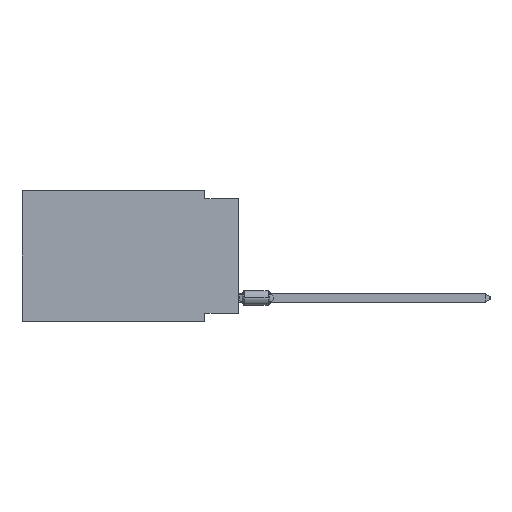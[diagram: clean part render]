
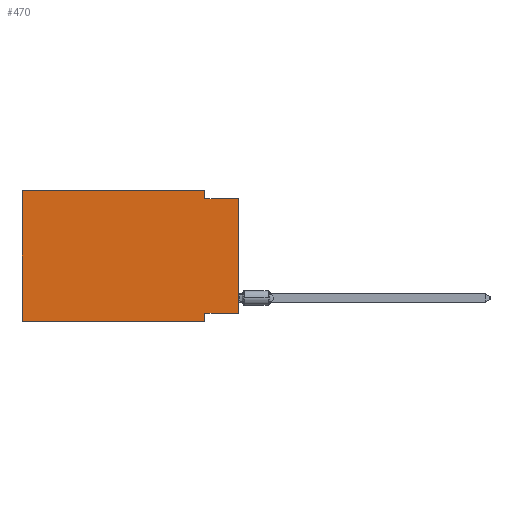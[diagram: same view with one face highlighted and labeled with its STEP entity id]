
A CAD part, left-side view. The second image highlights one B-rep face of the part: STEP entity #470.
In plain terms, the highlighted planar face has unit normal (-1, 0, 0).
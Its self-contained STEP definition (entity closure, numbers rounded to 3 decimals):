
#470 = ADVANCED_FACE ( 'NONE', ( #1095 ), #20466, .F. ) ;
#1095 = FACE_OUTER_BOUND ( 'NONE', #51932, .T. ) ;
#2429 = VECTOR ( 'NONE', #20871, 1000. ) ;
#2663 = ORIENTED_EDGE ( 'NONE', *, *, #22900, .F. ) ;
#3127 = EDGE_CURVE ( 'NONE', #42097, #60102, #55595, .T. ) ;
#3530 = CARTESIAN_POINT ( 'NONE',  ( 0., 2.54, 0. ) ) ;
#3783 = EDGE_CURVE ( 'NONE', #19707, #35594, #44605, .T. ) ;
#4266 = ORIENTED_EDGE ( 'NONE', *, *, #29460, .F. ) ;
#5773 = LINE ( 'NONE', #34915, #12556 ) ;
#6015 = AXIS2_PLACEMENT_3D ( 'NONE', #60132, #21093, #26306 ) ;
#6076 = CARTESIAN_POINT ( 'NONE',  ( 0., 2.54, -9.906 ) ) ;
#12422 = VERTEX_POINT ( 'NONE', #3530 ) ;
#12556 = VECTOR ( 'NONE', #25729, 1000. ) ;
#13699 = VERTEX_POINT ( 'NONE', #21310 ) ;
#15463 = DIRECTION ( 'NONE',  ( 0., -1., 0. ) ) ;
#17590 = DIRECTION ( 'NONE',  ( 0., 0., -1. ) ) ;
#19707 = VERTEX_POINT ( 'NONE', #50823 ) ;
#19862 = CARTESIAN_POINT ( 'NONE',  ( 0., 0., -0.635 ) ) ;
#20393 = LINE ( 'NONE', #46578, #50235 ) ;
#20466 = PLANE ( 'NONE',  #6015 ) ;
#20871 = DIRECTION ( 'NONE',  ( 0., -1., 0. ) ) ;
#21093 = DIRECTION ( 'NONE',  ( 1., 0., 0. ) ) ;
#21310 = CARTESIAN_POINT ( 'NONE',  ( 0., 0., -9.271 ) ) ;
#21454 = CARTESIAN_POINT ( 'NONE',  ( 0., 0., 0. ) ) ;
#21710 = VECTOR ( 'NONE', #56546, 1000. ) ;
#22852 = DIRECTION ( 'NONE',  ( 0., 1., 0. ) ) ;
#22900 = EDGE_CURVE ( 'NONE', #39094, #48708, #20393, .T. ) ;
#23286 = CARTESIAN_POINT ( 'NONE',  ( 0., 2.54, -9.271 ) ) ;
#23816 = LINE ( 'NONE', #28400, #24337 ) ;
#24024 = CARTESIAN_POINT ( 'NONE',  ( 0., 2.54, -0.635 ) ) ;
#24149 = EDGE_CURVE ( 'NONE', #35594, #12422, #30031, .T. ) ;
#24337 = VECTOR ( 'NONE', #22852, 1000. ) ;
#24609 = DIRECTION ( 'NONE',  ( 0., 0., 1. ) ) ;
#25729 = DIRECTION ( 'NONE',  ( 0., -1., 0. ) ) ;
#26306 = DIRECTION ( 'NONE',  ( 0., 0., -1. ) ) ;
#28400 = CARTESIAN_POINT ( 'NONE',  ( 0., 0., -9.271 ) ) ;
#29460 = EDGE_CURVE ( 'NONE', #13699, #42097, #23816, .T. ) ;
#30031 = LINE ( 'NONE', #60232, #2429 ) ;
#34324 = VECTOR ( 'NONE', #24609, 1000. ) ;
#34915 = CARTESIAN_POINT ( 'NONE',  ( 0., 16.383, -9.906 ) ) ;
#35594 = VERTEX_POINT ( 'NONE', #38950 ) ;
#37473 = DIRECTION ( 'NONE',  ( 0., 0., 1. ) ) ;
#37678 = EDGE_CURVE ( 'NONE', #19707, #60102, #5773, .T. ) ;
#38697 = CARTESIAN_POINT ( 'NONE',  ( 0., 16.383, 0. ) ) ;
#38950 = CARTESIAN_POINT ( 'NONE',  ( 0., 16.383, 0. ) ) ;
#39057 = ORIENTED_EDGE ( 'NONE', *, *, #37678, .T. ) ;
#39094 = VERTEX_POINT ( 'NONE', #24024 ) ;
#39250 = VECTOR ( 'NONE', #37473, 1000. ) ;
#39847 = EDGE_CURVE ( 'NONE', #12422, #39094, #47750, .T. ) ;
#42097 = VERTEX_POINT ( 'NONE', #23286 ) ;
#42714 = EDGE_CURVE ( 'NONE', #13699, #48708, #52256, .T. ) ;
#44605 = LINE ( 'NONE', #38697, #34324 ) ;
#44862 = CARTESIAN_POINT ( 'NONE',  ( 0., 2.54, -9.906 ) ) ;
#45535 = ORIENTED_EDGE ( 'NONE', *, *, #3783, .F. ) ;
#46578 = CARTESIAN_POINT ( 'NONE',  ( 0., 0., -0.635 ) ) ;
#46652 = ORIENTED_EDGE ( 'NONE', *, *, #42714, .T. ) ;
#47750 = LINE ( 'NONE', #62498, #60912 ) ;
#48708 = VERTEX_POINT ( 'NONE', #19862 ) ;
#49574 = ORIENTED_EDGE ( 'NONE', *, *, #3127, .F. ) ;
#50235 = VECTOR ( 'NONE', #15463, 1000. ) ;
#50823 = CARTESIAN_POINT ( 'NONE',  ( 0., 16.383, -9.906 ) ) ;
#51932 = EDGE_LOOP ( 'NONE', ( #46652, #2663, #56139, #54417, #45535, #39057, #49574, #4266 ) ) ;
#52256 = LINE ( 'NONE', #21454, #39250 ) ;
#54417 = ORIENTED_EDGE ( 'NONE', *, *, #24149, .F. ) ;
#55595 = LINE ( 'NONE', #6076, #21710 ) ;
#56139 = ORIENTED_EDGE ( 'NONE', *, *, #39847, .F. ) ;
#56546 = DIRECTION ( 'NONE',  ( 0., 0., -1. ) ) ;
#60102 = VERTEX_POINT ( 'NONE', #44862 ) ;
#60132 = CARTESIAN_POINT ( 'NONE',  ( 0., 16.383, 0. ) ) ;
#60232 = CARTESIAN_POINT ( 'NONE',  ( 0., 16.383, 0. ) ) ;
#60912 = VECTOR ( 'NONE', #17590, 1000. ) ;
#62498 = CARTESIAN_POINT ( 'NONE',  ( 0., 2.54, 0. ) ) ;
